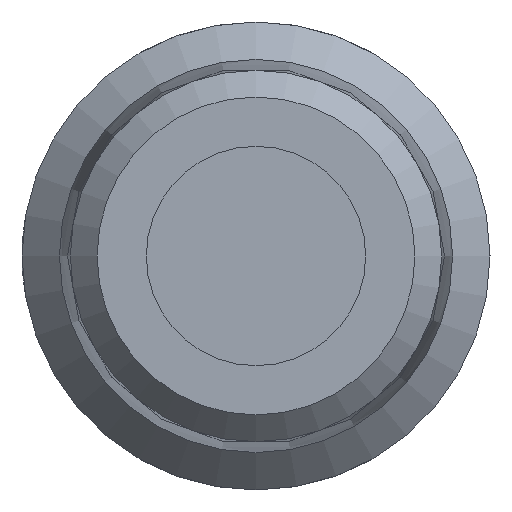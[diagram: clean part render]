
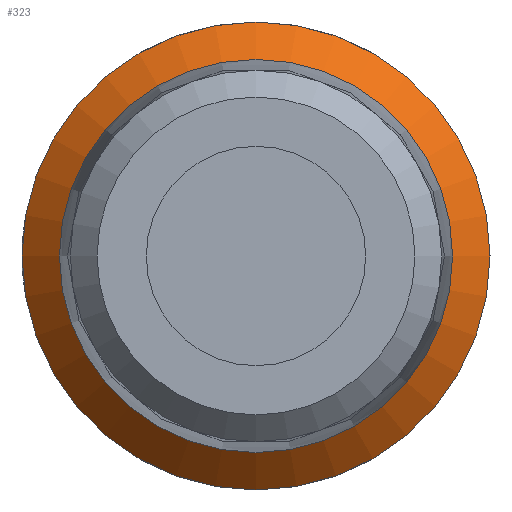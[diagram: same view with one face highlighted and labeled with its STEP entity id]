
A CAD part, left-side view. The second image highlights one B-rep face of the part: STEP entity #323.
In plain terms, the highlighted conical face has half-angle 45 degrees and reference radius 11.684 mm.
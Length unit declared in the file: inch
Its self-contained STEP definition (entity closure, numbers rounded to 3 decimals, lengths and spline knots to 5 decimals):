
#296=CARTESIAN_POINT('',(0.84,0.0,0.0));
#297=DIRECTION('',(1.0,0.0,0.0));
#298=DIRECTION('',(0.0,1.0,0.0));
#299=AXIS2_PLACEMENT_3D('',#296,#297,#298);
#300=CONICAL_SURFACE('',#299,0.46,45.);
#301=CARTESIAN_POINT('',(0.88,0.5,0.0));
#302=VERTEX_POINT('',#301);
#303=CARTESIAN_POINT('',(0.88,0.0,0.0));
#304=DIRECTION('',(1.0,0.0,0.0));
#305=DIRECTION('',(0.0,1.0,0.0));
#306=AXIS2_PLACEMENT_3D('',#303,#304,#305);
#307=CIRCLE('',#306,0.5);
#308=EDGE_CURVE('',#302,#302,#307,.T.);
#309=ORIENTED_EDGE('',*,*,#308,.F.);
#310=EDGE_LOOP('',(#309));
#311=FACE_OUTER_BOUND('',#310,.T.);
#312=CARTESIAN_POINT('',(0.8,0.42,0.0));
#313=VERTEX_POINT('',#312);
#314=CARTESIAN_POINT('',(0.8,0.0,0.0));
#315=DIRECTION('',(1.0,0.0,0.0));
#316=DIRECTION('',(0.0,1.0,0.0));
#317=AXIS2_PLACEMENT_3D('',#314,#315,#316);
#318=CIRCLE('',#317,0.42);
#319=EDGE_CURVE('',#313,#313,#318,.T.);
#320=ORIENTED_EDGE('',*,*,#319,.T.);
#321=EDGE_LOOP('',(#320));
#322=FACE_BOUND('',#321,.T.);
#323=ADVANCED_FACE('',(#311,#322),#300,.T.);
